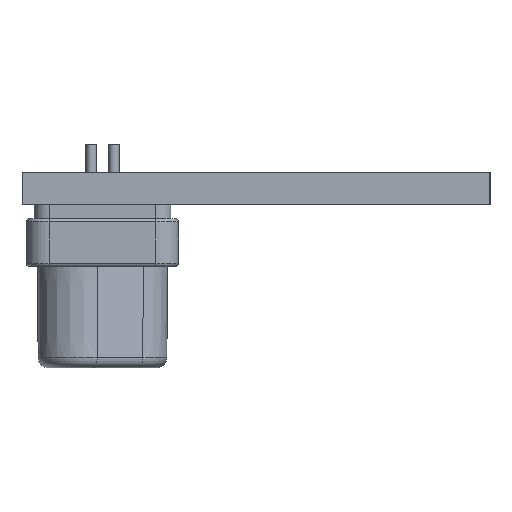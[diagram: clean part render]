
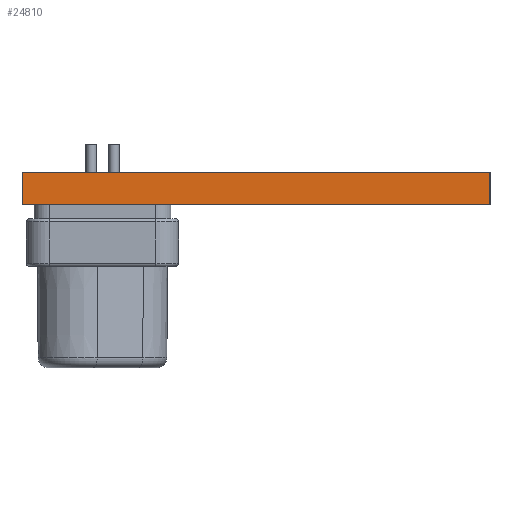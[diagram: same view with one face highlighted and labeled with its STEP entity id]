
A CAD part, left-side view. The second image highlights one B-rep face of the part: STEP entity #24810.
In plain terms, the highlighted planar face has unit normal (-1, 0, 0).
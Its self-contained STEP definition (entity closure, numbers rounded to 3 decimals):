
#24629 = PLANE('',#24630);
#24630 = AXIS2_PLACEMENT_3D('',#24631,#24632,#24633);
#24631 = CARTESIAN_POINT('',(30.06,-14.73,0.));
#24632 = DIRECTION('',(0.,-1.,0.));
#24633 = DIRECTION('',(-1.,0.,0.));
#24654 = VERTEX_POINT('',#24655);
#24655 = CARTESIAN_POINT('',(-0.06,-14.73,1.58));
#24669 = PLANE('',#24670);
#24670 = AXIS2_PLACEMENT_3D('',#24671,#24672,#24673);
#24671 = CARTESIAN_POINT('',(15.,-3.435,1.58));
#24672 = DIRECTION('',(-0.,-0.,-1.));
#24673 = DIRECTION('',(-1.,0.,0.));
#24681 = EDGE_CURVE('',#24682,#24654,#24684,.T.);
#24682 = VERTEX_POINT('',#24683);
#24683 = CARTESIAN_POINT('',(-0.06,-14.73,0.));
#24684 = SURFACE_CURVE('',#24685,(#24689,#24696),.PCURVE_S1.);
#24685 = LINE('',#24686,#24687);
#24686 = CARTESIAN_POINT('',(-0.06,-14.73,0.));
#24687 = VECTOR('',#24688,1.);
#24688 = DIRECTION('',(0.,0.,1.));
#24689 = PCURVE('',#24629,#24690);
#24690 = DEFINITIONAL_REPRESENTATION('',(#24691),#24695);
#24691 = LINE('',#24692,#24693);
#24692 = CARTESIAN_POINT('',(30.12,0.));
#24693 = VECTOR('',#24694,1.);
#24694 = DIRECTION('',(0.,-1.));
#24695 = ( GEOMETRIC_REPRESENTATION_CONTEXT(2) 
PARAMETRIC_REPRESENTATION_CONTEXT() REPRESENTATION_CONTEXT('2D SPACE',''
  ) );
#24696 = PCURVE('',#24697,#24702);
#24697 = PLANE('',#24698);
#24698 = AXIS2_PLACEMENT_3D('',#24699,#24700,#24701);
#24699 = CARTESIAN_POINT('',(-0.06,-14.73,0.));
#24700 = DIRECTION('',(-1.,0.,0.));
#24701 = DIRECTION('',(0.,1.,0.));
#24702 = DEFINITIONAL_REPRESENTATION('',(#24703),#24707);
#24703 = LINE('',#24704,#24705);
#24704 = CARTESIAN_POINT('',(0.,0.));
#24705 = VECTOR('',#24706,1.);
#24706 = DIRECTION('',(0.,-1.));
#24707 = ( GEOMETRIC_REPRESENTATION_CONTEXT(2) 
PARAMETRIC_REPRESENTATION_CONTEXT() REPRESENTATION_CONTEXT('2D SPACE',''
  ) );
#24723 = PLANE('',#24724);
#24724 = AXIS2_PLACEMENT_3D('',#24725,#24726,#24727);
#24725 = CARTESIAN_POINT('',(15.,-3.435,0.));
#24726 = DIRECTION('',(-0.,-0.,-1.));
#24727 = DIRECTION('',(-1.,0.,0.));
#24756 = PLANE('',#24757);
#24757 = AXIS2_PLACEMENT_3D('',#24758,#24759,#24760);
#24758 = CARTESIAN_POINT('',(-0.06,7.86,0.));
#24759 = DIRECTION('',(0.,1.,0.));
#24760 = DIRECTION('',(1.,0.,0.));
#24810 = ADVANCED_FACE('',(#24811),#24697,.T.);
#24811 = FACE_BOUND('',#24812,.T.);
#24812 = EDGE_LOOP('',(#24813,#24814,#24837,#24860));
#24813 = ORIENTED_EDGE('',*,*,#24681,.T.);
#24814 = ORIENTED_EDGE('',*,*,#24815,.T.);
#24815 = EDGE_CURVE('',#24654,#24816,#24818,.T.);
#24816 = VERTEX_POINT('',#24817);
#24817 = CARTESIAN_POINT('',(-0.06,7.86,1.58));
#24818 = SURFACE_CURVE('',#24819,(#24823,#24830),.PCURVE_S1.);
#24819 = LINE('',#24820,#24821);
#24820 = CARTESIAN_POINT('',(-0.06,-14.73,1.58));
#24821 = VECTOR('',#24822,1.);
#24822 = DIRECTION('',(0.,1.,0.));
#24823 = PCURVE('',#24697,#24824);
#24824 = DEFINITIONAL_REPRESENTATION('',(#24825),#24829);
#24825 = LINE('',#24826,#24827);
#24826 = CARTESIAN_POINT('',(0.,-1.58));
#24827 = VECTOR('',#24828,1.);
#24828 = DIRECTION('',(1.,0.));
#24829 = ( GEOMETRIC_REPRESENTATION_CONTEXT(2) 
PARAMETRIC_REPRESENTATION_CONTEXT() REPRESENTATION_CONTEXT('2D SPACE',''
  ) );
#24830 = PCURVE('',#24669,#24831);
#24831 = DEFINITIONAL_REPRESENTATION('',(#24832),#24836);
#24832 = LINE('',#24833,#24834);
#24833 = CARTESIAN_POINT('',(15.06,-11.295));
#24834 = VECTOR('',#24835,1.);
#24835 = DIRECTION('',(0.,1.));
#24836 = ( GEOMETRIC_REPRESENTATION_CONTEXT(2) 
PARAMETRIC_REPRESENTATION_CONTEXT() REPRESENTATION_CONTEXT('2D SPACE',''
  ) );
#24837 = ORIENTED_EDGE('',*,*,#24838,.F.);
#24838 = EDGE_CURVE('',#24839,#24816,#24841,.T.);
#24839 = VERTEX_POINT('',#24840);
#24840 = CARTESIAN_POINT('',(-0.06,7.86,0.));
#24841 = SURFACE_CURVE('',#24842,(#24846,#24853),.PCURVE_S1.);
#24842 = LINE('',#24843,#24844);
#24843 = CARTESIAN_POINT('',(-0.06,7.86,0.));
#24844 = VECTOR('',#24845,1.);
#24845 = DIRECTION('',(0.,0.,1.));
#24846 = PCURVE('',#24697,#24847);
#24847 = DEFINITIONAL_REPRESENTATION('',(#24848),#24852);
#24848 = LINE('',#24849,#24850);
#24849 = CARTESIAN_POINT('',(22.59,0.));
#24850 = VECTOR('',#24851,1.);
#24851 = DIRECTION('',(0.,-1.));
#24852 = ( GEOMETRIC_REPRESENTATION_CONTEXT(2) 
PARAMETRIC_REPRESENTATION_CONTEXT() REPRESENTATION_CONTEXT('2D SPACE',''
  ) );
#24853 = PCURVE('',#24756,#24854);
#24854 = DEFINITIONAL_REPRESENTATION('',(#24855),#24859);
#24855 = LINE('',#24856,#24857);
#24856 = CARTESIAN_POINT('',(0.,0.));
#24857 = VECTOR('',#24858,1.);
#24858 = DIRECTION('',(0.,-1.));
#24859 = ( GEOMETRIC_REPRESENTATION_CONTEXT(2) 
PARAMETRIC_REPRESENTATION_CONTEXT() REPRESENTATION_CONTEXT('2D SPACE',''
  ) );
#24860 = ORIENTED_EDGE('',*,*,#24861,.F.);
#24861 = EDGE_CURVE('',#24682,#24839,#24862,.T.);
#24862 = SURFACE_CURVE('',#24863,(#24867,#24874),.PCURVE_S1.);
#24863 = LINE('',#24864,#24865);
#24864 = CARTESIAN_POINT('',(-0.06,-14.73,0.));
#24865 = VECTOR('',#24866,1.);
#24866 = DIRECTION('',(0.,1.,0.));
#24867 = PCURVE('',#24697,#24868);
#24868 = DEFINITIONAL_REPRESENTATION('',(#24869),#24873);
#24869 = LINE('',#24870,#24871);
#24870 = CARTESIAN_POINT('',(0.,0.));
#24871 = VECTOR('',#24872,1.);
#24872 = DIRECTION('',(1.,0.));
#24873 = ( GEOMETRIC_REPRESENTATION_CONTEXT(2) 
PARAMETRIC_REPRESENTATION_CONTEXT() REPRESENTATION_CONTEXT('2D SPACE',''
  ) );
#24874 = PCURVE('',#24723,#24875);
#24875 = DEFINITIONAL_REPRESENTATION('',(#24876),#24880);
#24876 = LINE('',#24877,#24878);
#24877 = CARTESIAN_POINT('',(15.06,-11.295));
#24878 = VECTOR('',#24879,1.);
#24879 = DIRECTION('',(0.,1.));
#24880 = ( GEOMETRIC_REPRESENTATION_CONTEXT(2) 
PARAMETRIC_REPRESENTATION_CONTEXT() REPRESENTATION_CONTEXT('2D SPACE',''
  ) );
